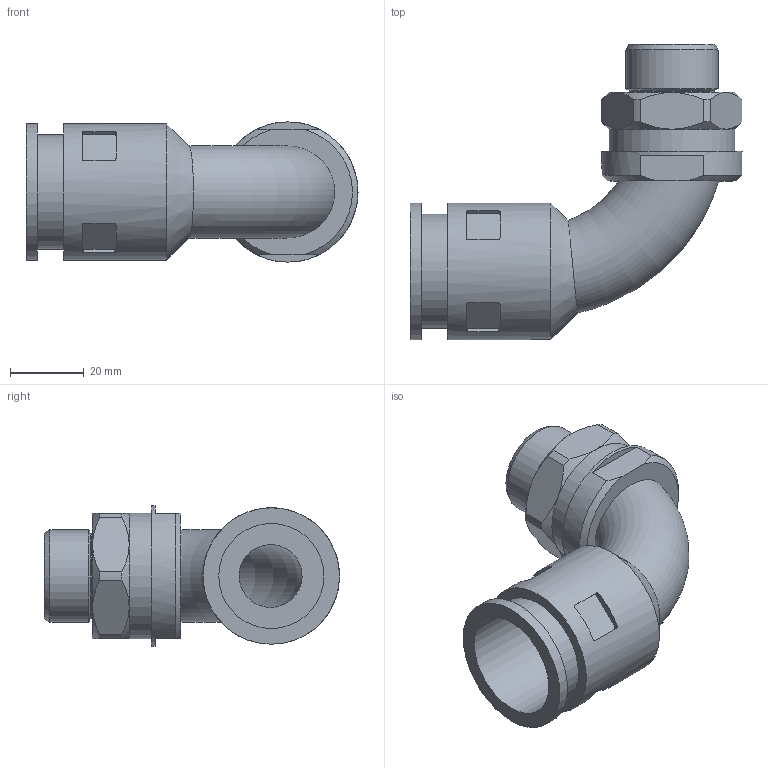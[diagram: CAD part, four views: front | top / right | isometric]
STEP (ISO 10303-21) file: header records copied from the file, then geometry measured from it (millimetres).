
FILE_DESCRIPTION( ( 'STEP AP203' ), '1' );
FILE_NAME( 'FLEXA RQBK90DR-M 5121.028.225.stp', '2020-03-24T13:05:53', ( 'License CC BY-ND 4.0' ), ( 'CADENAS' ), ' ', 'PARTsolutions', ' ' );
FILE_SCHEMA( ( 'CONFIG_CONTROL_DESIGN' ) );
Length unit declared in the file: millimetre
Products named in the file (1): _FLEXA RQBK90DR-M 5121.028.225
Bounding box: 90 x 80 x 38 mm (x, y, z)
Volume: 46011.2 mm3; surface area: 23010 mm2
Topology: 1 solids, 1 shells, 104 faces, 249 edges, 159 vertices
Faces by surface type: plane 44, cylinder 34, cone 18, torus 8
Full cylindrical faces by diameter (mm): 17 x1, 21 x1, 23 x1, 25 x1, 28.5 x1, 30.95 x1, 34 x1, 37 x2, 38 x1
Entity records: 3536 total; most frequent: CARTESIAN_POINT 1239, DIRECTION 450, ORIENTED_EDGE 450, EDGE_CURVE 225, AXIS2_PLACEMENT_3D 187, VERTEX_POINT 154, EDGE_LOOP 137, FACE_OUTER_BOUND 119
